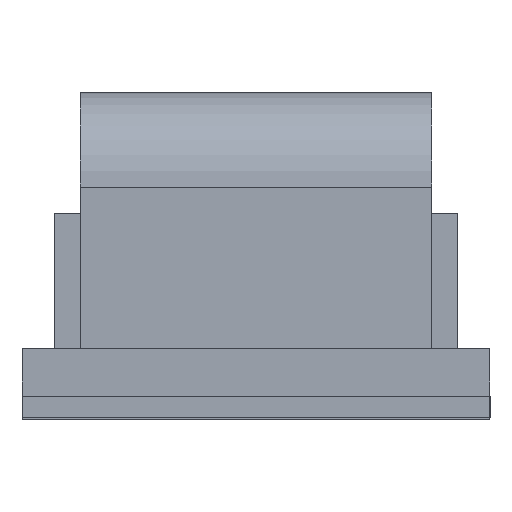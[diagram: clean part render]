
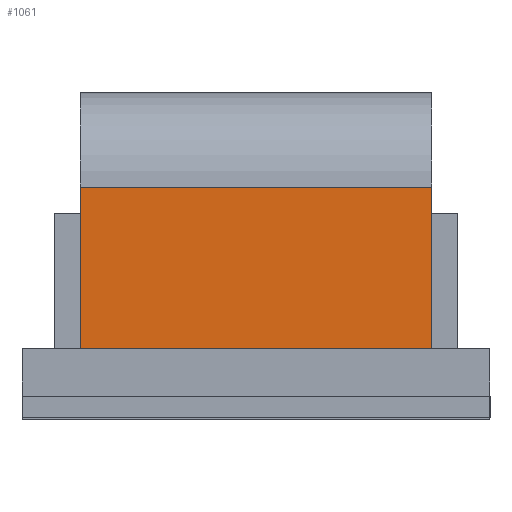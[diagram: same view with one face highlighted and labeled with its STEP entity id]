
A CAD part, left-side view. The second image highlights one B-rep face of the part: STEP entity #1061.
In plain terms, the highlighted planar face has unit normal (-1, 0, 0).
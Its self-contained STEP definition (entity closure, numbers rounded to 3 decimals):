
#182=ORIENTED_EDGE('',*,*,#425,.F.);
#183=ORIENTED_EDGE('',*,*,#377,.F.);
#184=ORIENTED_EDGE('',*,*,#426,.T.);
#185=ORIENTED_EDGE('',*,*,#427,.T.);
#377=EDGE_CURVE('',#527,#528,#627,.T.);
#425=EDGE_CURVE('',#528,#556,#675,.T.);
#426=EDGE_CURVE('',#527,#557,#676,.T.);
#427=EDGE_CURVE('',#557,#556,#677,.T.);
#527=VERTEX_POINT('',#1528);
#528=VERTEX_POINT('',#1530);
#556=VERTEX_POINT('',#1626);
#557=VERTEX_POINT('',#1628);
#627=LINE('',#1529,#759);
#675=LINE('',#1625,#807);
#676=LINE('',#1627,#808);
#677=LINE('',#1629,#809);
#759=VECTOR('',#1229,1000.);
#807=VECTOR('',#1317,1000.);
#808=VECTOR('',#1318,1000.);
#809=VECTOR('',#1319,1000.);
#900=EDGE_LOOP('',(#182,#183,#184,#185));
#958=FACE_BOUND('',#900,.T.);
#1014=PLANE('',#1155);
#1061=ADVANCED_FACE('',(#958),#1014,.T.);
#1155=AXIS2_PLACEMENT_3D('',#1624,#1315,#1316);
#1229=DIRECTION('',(0.,1.,0.));
#1315=DIRECTION('',(-1.,0.,0.));
#1316=DIRECTION('',(0.,0.,1.));
#1317=DIRECTION('',(0.,0.,1.));
#1318=DIRECTION('',(0.,0.,1.));
#1319=DIRECTION('',(0.,1.,0.));
#1528=CARTESIAN_POINT('',(-36.35,-7.4,2.));
#1529=CARTESIAN_POINT('',(-36.35,-7.4,2.));
#1530=CARTESIAN_POINT('',(-36.35,7.4,2.));
#1624=CARTESIAN_POINT('',(-36.35,-7.4,2.));
#1625=CARTESIAN_POINT('',(-36.35,7.4,2.));
#1626=CARTESIAN_POINT('',(-36.35,7.4,8.8));
#1627=CARTESIAN_POINT('',(-36.35,-7.4,2.));
#1628=CARTESIAN_POINT('',(-36.35,-7.4,8.8));
#1629=CARTESIAN_POINT('',(-36.35,-7.4,8.8));
